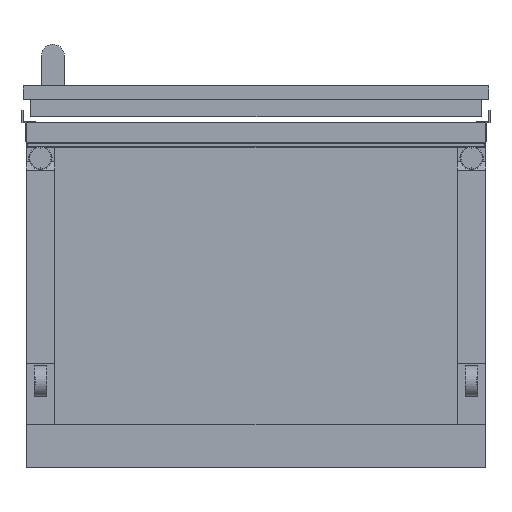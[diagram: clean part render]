
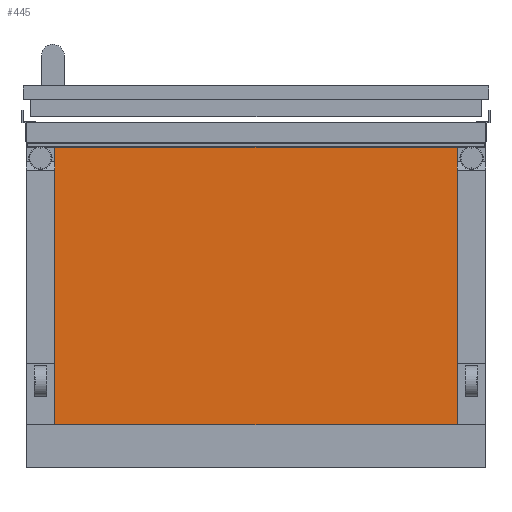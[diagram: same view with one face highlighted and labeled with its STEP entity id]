
A CAD part, front view. The second image highlights one B-rep face of the part: STEP entity #445.
In plain terms, the highlighted planar face has unit normal (0, -1, 0).
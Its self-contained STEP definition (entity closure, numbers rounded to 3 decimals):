
#445 = ADVANCED_FACE ( 'NONE', ( #1542 ), #10402, .F. ) ;
#888 = VERTEX_POINT ( 'NONE', #8281 ) ;
#1135 = DIRECTION ( 'NONE',  ( 0., 1., 0. ) ) ;
#1275 = DIRECTION ( 'NONE',  ( -1., 0., 0. ) ) ;
#1286 = VERTEX_POINT ( 'NONE', #8726 ) ;
#1401 = CARTESIAN_POINT ( 'NONE',  ( -373.5, -1025.85, -210.4 ) ) ;
#1542 = FACE_OUTER_BOUND ( 'NONE', #4639, .T. ) ;
#1939 = EDGE_CURVE ( 'NONE', #1286, #888, #8980, .T. ) ;
#2226 = VECTOR ( 'NONE', #1275, 1000. ) ;
#2245 = ORIENTED_EDGE ( 'NONE', *, *, #6494, .T. ) ;
#2406 = EDGE_CURVE ( 'NONE', #5367, #7837, #8957, .T. ) ;
#3193 = DIRECTION ( 'NONE',  ( 0., 0., 1. ) ) ;
#3509 = ORIENTED_EDGE ( 'NONE', *, *, #4855, .F. ) ;
#3926 = DIRECTION ( 'NONE',  ( 0., 0., 1. ) ) ;
#4598 = AXIS2_PLACEMENT_3D ( 'NONE', #4853, #1135, #11443 ) ;
#4639 = EDGE_LOOP ( 'NONE', ( #7797, #2245, #6288, #3509 ) ) ;
#4760 = VECTOR ( 'NONE', #5442, 1000. ) ;
#4853 = CARTESIAN_POINT ( 'NONE',  ( -326.5, -1025.85, -280. ) ) ;
#4855 = EDGE_CURVE ( 'NONE', #5367, #1286, #7186, .T. ) ;
#5367 = VERTEX_POINT ( 'NONE', #11515 ) ;
#5442 = DIRECTION ( 'NONE',  ( -1., 0., 0. ) ) ;
#5502 = LINE ( 'NONE', #9966, #4760 ) ;
#6288 = ORIENTED_EDGE ( 'NONE', *, *, #1939, .F. ) ;
#6494 = EDGE_CURVE ( 'NONE', #7837, #888, #5502, .T. ) ;
#7186 = LINE ( 'NONE', #1401, #2226 ) ;
#7797 = ORIENTED_EDGE ( 'NONE', *, *, #2406, .T. ) ;
#7837 = VERTEX_POINT ( 'NONE', #9488 ) ;
#7914 = VECTOR ( 'NONE', #3926, 1000. ) ;
#8281 = CARTESIAN_POINT ( 'NONE',  ( -326.5, -1025.85, 240. ) ) ;
#8378 = VECTOR ( 'NONE', #3193, 1000. ) ;
#8697 = CARTESIAN_POINT ( 'NONE',  ( 326.5, -1025.85, -280. ) ) ;
#8726 = CARTESIAN_POINT ( 'NONE',  ( -326.5, -1025.85, -210.4 ) ) ;
#8797 = CARTESIAN_POINT ( 'NONE',  ( -326.5, -1025.85, -280. ) ) ;
#8957 = LINE ( 'NONE', #8697, #7914 ) ;
#8980 = LINE ( 'NONE', #8797, #8378 ) ;
#9488 = CARTESIAN_POINT ( 'NONE',  ( 326.5, -1025.85, 240. ) ) ;
#9966 = CARTESIAN_POINT ( 'NONE',  ( -326.5, -1025.85, 240. ) ) ;
#10402 = PLANE ( 'NONE',  #4598 ) ;
#11443 = DIRECTION ( 'NONE',  ( 0., 0., 1. ) ) ;
#11515 = CARTESIAN_POINT ( 'NONE',  ( 326.5, -1025.85, -210.4 ) ) ;
